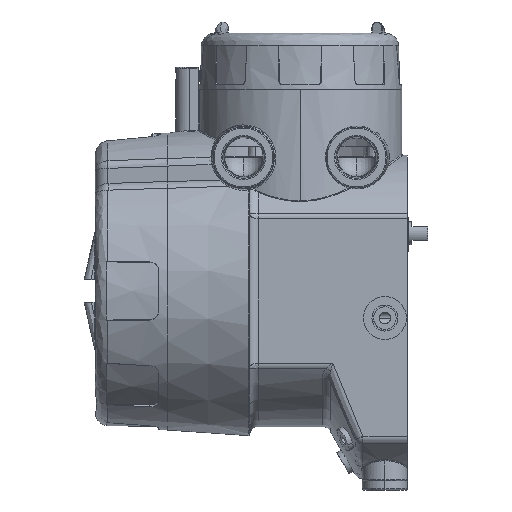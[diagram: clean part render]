
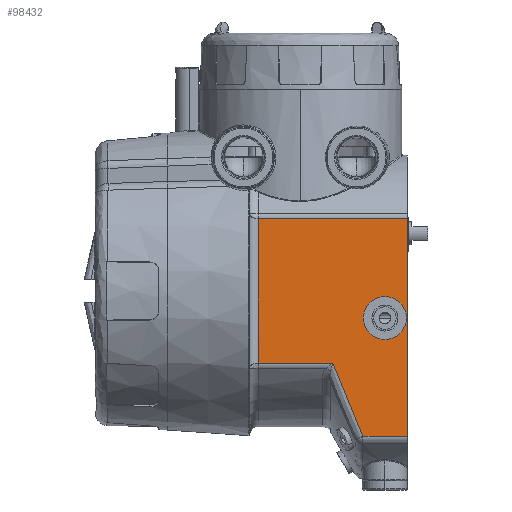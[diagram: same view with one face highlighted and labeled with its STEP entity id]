
A CAD part, left-side view. The second image highlights one B-rep face of the part: STEP entity #98432.
In plain terms, the highlighted planar face has unit normal (-1, 0, 0).
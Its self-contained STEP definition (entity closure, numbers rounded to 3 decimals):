
#286 = CARTESIAN_POINT ( 'NONE',  ( -50., -44.998, -12. ) ) ;
#2681 = EDGE_CURVE ( 'NONE', #79083, #40038, #96097, .T. ) ;
#4107 = EDGE_CURVE ( 'NONE', #99090, #19628, #96653, .T. ) ;
#5911 = ORIENTED_EDGE ( 'NONE', *, *, #2681, .F. ) ;
#6150 = CARTESIAN_POINT ( 'NONE',  ( -50., -24.68, -39.418 ) ) ;
#7977 = CARTESIAN_POINT ( 'NONE',  ( -50., -27.626, -46.891 ) ) ;
#8624 = DIRECTION ( 'NONE',  ( 0., 0., -1. ) ) ;
#8848 = AXIS2_PLACEMENT_3D ( 'NONE', #32274, #89765, #40558 ) ;
#11157 = EDGE_CURVE ( 'NONE', #19628, #96578, #92354, .T. ) ;
#13782 = LINE ( 'NONE', #69793, #57667 ) ;
#14391 = ORIENTED_EDGE ( 'NONE', *, *, #46579, .T. ) ;
#14466 = CARTESIAN_POINT ( 'NONE',  ( -50., -24.858, -39.888 ) ) ;
#15480 = CARTESIAN_POINT ( 'NONE',  ( -50., -55., -31.937 ) ) ;
#16300 = CARTESIAN_POINT ( 'NONE',  ( -50., -27.72, -47.122 ) ) ;
#18168 = CIRCLE ( 'NONE', #86790, 9.5 ) ;
#19355 = CARTESIAN_POINT ( 'NONE',  ( -50., -55., 31.937 ) ) ;
#19628 = VERTEX_POINT ( 'NONE', #95488 ) ;
#20334 = VECTOR ( 'NONE', #27675, 1000. ) ;
#20371 = FACE_OUTER_BOUND ( 'NONE', #62893, .T. ) ;
#22774 = CARTESIAN_POINT ( 'NONE',  ( -50., -24.902, -40.006 ) ) ;
#23652 = EDGE_CURVE ( 'NONE', #96578, #73028, #72297, .T. ) ;
#23788 = CARTESIAN_POINT ( 'NONE',  ( -50., 11., 31.937 ) ) ;
#24612 = CARTESIAN_POINT ( 'NONE',  ( -50., -27.743, -47.177 ) ) ;
#24693 = ORIENTED_EDGE ( 'NONE', *, *, #11157, .T. ) ;
#27268 = DIRECTION ( 'NONE',  ( 0., 0., -1. ) ) ;
#27675 = DIRECTION ( 'NONE',  ( 0., 1., 0. ) ) ;
#27977 = CARTESIAN_POINT ( 'NONE',  ( -50., 11., -64.267 ) ) ;
#31103 = CARTESIAN_POINT ( 'NONE',  ( -50., -24.913, -40.034 ) ) ;
#32274 = CARTESIAN_POINT ( 'NONE',  ( -50., -44.998, -12. ) ) ;
#32911 = CARTESIAN_POINT ( 'NONE',  ( -50., -29.662, -51.884 ) ) ;
#36281 = EDGE_CURVE ( 'NONE', #41633, #101476, #45005, .T. ) ;
#37956 = CARTESIAN_POINT ( 'NONE',  ( -50., -44.998, -21.5 ) ) ;
#40038 = VERTEX_POINT ( 'NONE', #99330 ) ;
#40371 = CARTESIAN_POINT ( 'NONE',  ( -50., -35.309, -64.226 ) ) ;
#40558 = DIRECTION ( 'NONE',  ( 0., 0., -1. ) ) ;
#40844 = CARTESIAN_POINT ( 'NONE',  ( -50., -25.285, -41.013 ) ) ;
#41197 = CARTESIAN_POINT ( 'NONE',  ( -50., -35.309, -64.226 ) ) ;
#41633 = VERTEX_POINT ( 'NONE', #37956 ) ;
#42306 = FACE_BOUND ( 'NONE', #57954, .T. ) ;
#45005 = CIRCLE ( 'NONE', #8848, 9.5 ) ;
#46579 = EDGE_CURVE ( 'NONE', #79083, #99090, #85958, .T. ) ;
#47308 = CARTESIAN_POINT ( 'NONE',  ( -50., -23.119, -35.161 ) ) ;
#49126 = CARTESIAN_POINT ( 'NONE',  ( -50., -26.787, -44.818 ) ) ;
#51238 = DIRECTION ( 'NONE',  ( 0., 0., 1. ) ) ;
#52448 = VECTOR ( 'NONE', #85458, 1000. ) ;
#55573 = CARTESIAN_POINT ( 'NONE',  ( -50., -24.446, -38.795 ) ) ;
#57386 = CARTESIAN_POINT ( 'NONE',  ( -50., -27.502, -46.585 ) ) ;
#57667 = VECTOR ( 'NONE', #102298, 1000. ) ;
#57954 = EDGE_LOOP ( 'NONE', ( #84605, #88503 ) ) ;
#58036 = DIRECTION ( 'NONE',  ( 1., 0., 0. ) ) ;
#62893 = EDGE_LOOP ( 'NONE', ( #24693, #84572, #75358, #5911, #14391, #75139 ) ) ;
#63840 = CARTESIAN_POINT ( 'NONE',  ( -50., -24.798, -39.731 ) ) ;
#64841 = DIRECTION ( 'NONE',  ( 0., -1., 0. ) ) ;
#65660 = CARTESIAN_POINT ( 'NONE',  ( -50., -27.689, -47.044 ) ) ;
#68307 = CARTESIAN_POINT ( 'NONE',  ( -50., -22.03, -31.937 ) ) ;
#69793 = CARTESIAN_POINT ( 'NONE',  ( -50., -35.309, -64.226 ) ) ;
#71682 = EDGE_CURVE ( 'NONE', #40038, #73028, #13782, .T. ) ;
#72060 = AXIS2_PLACEMENT_3D ( 'NONE', #83940, #100313, #51238 ) ;
#72102 = CARTESIAN_POINT ( 'NONE',  ( -50., -24.887, -39.967 ) ) ;
#72297 = B_SPLINE_CURVE_WITH_KNOTS ( 'NONE', 3,
 ( #88212, #96432, #47308, #104590, #55573, #6150, #63840, #14466, #72102, #22774, #80356, #31103, #88576, #40844, #98228, #49126, #106413, #57386, #7977, #65660, #16300, #73927, #24612, #82175, #32911, #90405, #41197 ),
 .UNSPECIFIED., .F., .F.,
 ( 4, 1, 1, 1, 1, 1, 1, 1, 1, 2, 2, 1, 1, 1, 1, 1, 1, 1, 2, 2, 4 ),
 ( 0., 0.125, 0.187, 0.219, 0.234, 0.242, 0.246, 0.248, 0.249, 0.25, 0.25, 0.375, 0.437, 0.469, 0.484, 0.492, 0.496, 0.498, 0.499, 0.5, 1. ),
 .UNSPECIFIED. ) ;
#73028 = VERTEX_POINT ( 'NONE', #40371 ) ;
#73927 = CARTESIAN_POINT ( 'NONE',  ( -50., -27.734, -47.155 ) ) ;
#75139 = ORIENTED_EDGE ( 'NONE', *, *, #4107, .T. ) ;
#75358 = ORIENTED_EDGE ( 'NONE', *, *, #71682, .F. ) ;
#76096 = CARTESIAN_POINT ( 'NONE',  ( -50., -44.998, -2.5 ) ) ;
#77440 = VECTOR ( 'NONE', #27268, 1000. ) ;
#79083 = VERTEX_POINT ( 'NONE', #98799 ) ;
#80356 = CARTESIAN_POINT ( 'NONE',  ( -50., -24.909, -40.023 ) ) ;
#82175 = CARTESIAN_POINT ( 'NONE',  ( -50., -27.748, -47.19 ) ) ;
#82475 = CARTESIAN_POINT ( 'NONE',  ( -50., -55., 60. ) ) ;
#83940 = CARTESIAN_POINT ( 'NONE',  ( -50., -55., -64.267 ) ) ;
#84572 = ORIENTED_EDGE ( 'NONE', *, *, #23652, .T. ) ;
#84605 = ORIENTED_EDGE ( 'NONE', *, *, #36281, .T. ) ;
#85458 = DIRECTION ( 'NONE',  ( 0., 0., -1. ) ) ;
#85958 = LINE ( 'NONE', #19355, #20334 ) ;
#86432 = EDGE_CURVE ( 'NONE', #101476, #41633, #18168, .T. ) ;
#86790 = AXIS2_PLACEMENT_3D ( 'NONE', #286, #58036, #8624 ) ;
#88212 = CARTESIAN_POINT ( 'NONE',  ( -50., -22.03, -31.937 ) ) ;
#88503 = ORIENTED_EDGE ( 'NONE', *, *, #86432, .T. ) ;
#88576 = CARTESIAN_POINT ( 'NONE',  ( -50., -24.916, -40.041 ) ) ;
#89765 = DIRECTION ( 'NONE',  ( 1., 0., 0. ) ) ;
#89836 = VECTOR ( 'NONE', #64841, 1000. ) ;
#90405 = CARTESIAN_POINT ( 'NONE',  ( -50., -32.181, -57.56 ) ) ;
#92354 = LINE ( 'NONE', #15480, #89836 ) ;
#95488 = CARTESIAN_POINT ( 'NONE',  ( -50., 11., -31.937 ) ) ;
#96097 = LINE ( 'NONE', #82475, #52448 ) ;
#96432 = CARTESIAN_POINT ( 'NONE',  ( -50., -22.446, -33.2 ) ) ;
#96578 = VERTEX_POINT ( 'NONE', #68307 ) ;
#96653 = LINE ( 'NONE', #27977, #77440 ) ;
#98228 = CARTESIAN_POINT ( 'NONE',  ( -50., -25.915, -42.633 ) ) ;
#98432 = ADVANCED_FACE ( 'NONE', ( #42306, #20371 ), #99962, .T. ) ;
#98799 = CARTESIAN_POINT ( 'NONE',  ( -50., -55., 31.937 ) ) ;
#99090 = VERTEX_POINT ( 'NONE', #23788 ) ;
#99330 = CARTESIAN_POINT ( 'NONE',  ( -50., -55., -64.226 ) ) ;
#99962 = PLANE ( 'NONE',  #72060 ) ;
#100313 = DIRECTION ( 'NONE',  ( -1., 0., 0. ) ) ;
#101476 = VERTEX_POINT ( 'NONE', #76096 ) ;
#102298 = DIRECTION ( 'NONE',  ( 0., 1., 0. ) ) ;
#104590 = CARTESIAN_POINT ( 'NONE',  ( -50., -23.99, -37.565 ) ) ;
#106413 = CARTESIAN_POINT ( 'NONE',  ( -50., -27.258, -45.984 ) ) ;
